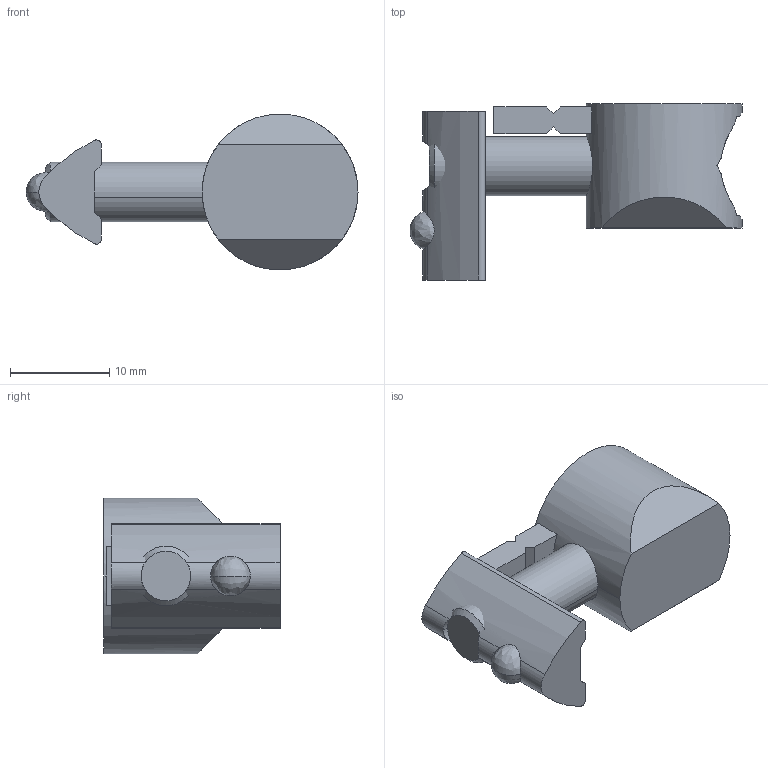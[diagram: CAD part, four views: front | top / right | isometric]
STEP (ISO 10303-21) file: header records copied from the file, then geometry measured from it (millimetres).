
FILE_DESCRIPTION (( 'STEP AP214' ), '1' );
FILE_NAME ('FIXE06E1558-Fixation universelle 6 30 Zn.step', '2023-03-24T10:00:18', ( 'Altae' ), ( '' ), 'SwSTEP 2.0', 'SolidWorks 2021', '' );
FILE_SCHEMA (( 'AUTOMOTIVE_DESIGN' ));
Length unit declared in the file: millimetre
Products named in the file (1): FIXE06E1558-Fixation universelle 6 30 Zn
Bounding box: 33.45 x 17.75 x 15.7 mm (x, y, z)
Volume: 2794.5 mm3; surface area: 2837.6 mm2
Topology: 4 solids, 4 shells, 86 faces, 230 edges, 147 vertices
Faces by surface type: plane 47, cylinder 25, bspline 10, cone 4
Entity records: 3968 total; most frequent: CARTESIAN_POINT 890, ORIENTED_EDGE 452, DIRECTION 411, EDGE_CURVE 226, VERTEX_POINT 147, AXIS2_PLACEMENT_3D 144, VECTOR 123, LINE 123
